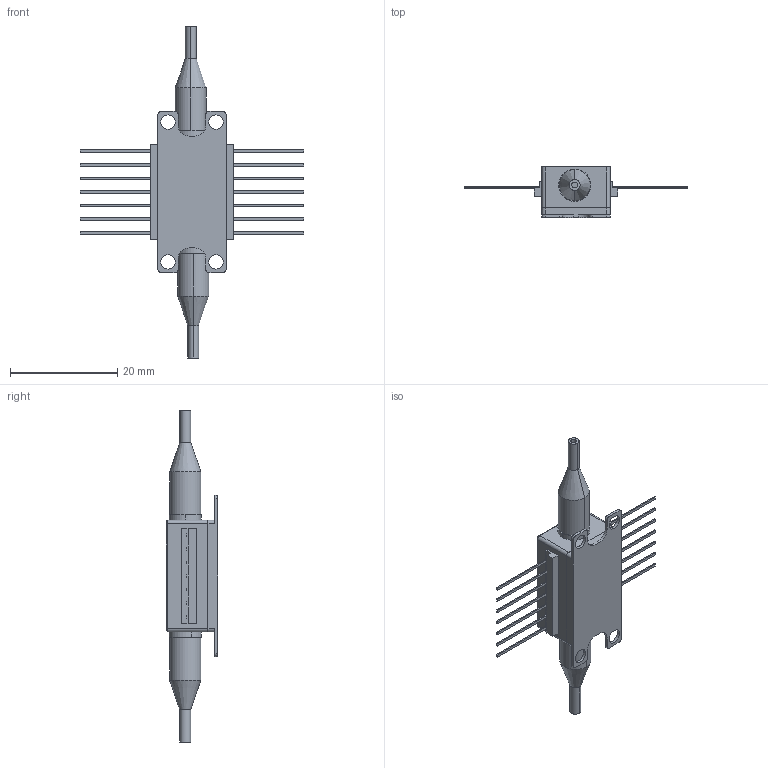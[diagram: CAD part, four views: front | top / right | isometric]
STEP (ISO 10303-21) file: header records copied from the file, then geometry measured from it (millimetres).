
FILE_DESCRIPTION (( 'STEP AP214' ), '1' );
FILE_NAME ('21468 BOA1137P.STEP', '2010-10-06T20:01:07', ( 'Admin' ), ( 'Thorlabs, Inc.' ), 'SwSTEP 2.0', 'SolidWorks 2009', '' );
FILE_SCHEMA (( 'AUTOMOTIVE_DESIGN' ));
Length unit declared in the file: millimetre
Products named in the file (15): RevAstandard L Ceramic; RevAGRIN Lens1_SLW2.0 0.25P 8D 1560nm; RevAsnout; RevASnout Grin lens assy; 32110-000_20130-000 25mm; Spout tube; 32025-000 BOAXXXX; RevAFree Space Lead; 21468 BOA1137P; RevADual Port Grin -  Ring; RevADual Port Grin -  base; RevAGrin Dual Port Prototype_new feed thrus; RevAL Ceramic Feed Thru Assy; RevAR Ceramic; RevAR Ceramic Feed Thru Assy
Assembly tree (30 placements, depth 4):
  21468 BOA1137P
    32110-000_20130-000 25mm  x2
    Spout tube  x2
    RevASnout Grin lens assy  x2
      RevAGRIN Lens1_SLW2.0 0.25P 8D 1560nm
      RevAsnout
    32025-000 BOAXXXX
    RevAGrin Dual Port Prototype_new feed thrus
      RevAL Ceramic Feed Thru Assy
        RevAFree Space Lead  x7
        RevAstandard L Ceramic
      RevADual Port Grin -  base
      RevADual Port Grin -  Ring
      RevAR Ceramic Feed Thru Assy
        RevAFree Space Lead  x7
        RevAR Ceramic
Bounding box: 41.6 x 9.5 x 61.8 mm (x, y, z)
Volume: 1674.4 mm3; surface area: 4546.9 mm2
Topology: 27 solids, 27 shells, 484 faces, 1217 edges, 802 vertices
Faces by surface type: plane 347, cylinder 96, cone 20, bspline 17, torus 4
Entity records: 14750 total; most frequent: CARTESIAN_POINT 3963, ORIENTED_EDGE 1952, DIRECTION 1876, EDGE_CURVE 976, LINE 770, VECTOR 770, VERTEX_POINT 646, AXIS2_PLACEMENT_3D 553
